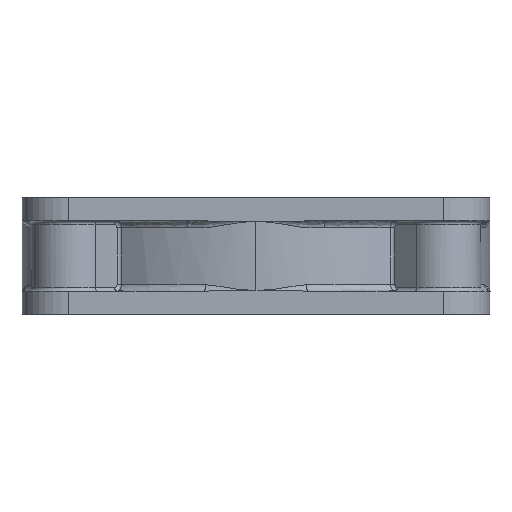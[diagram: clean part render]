
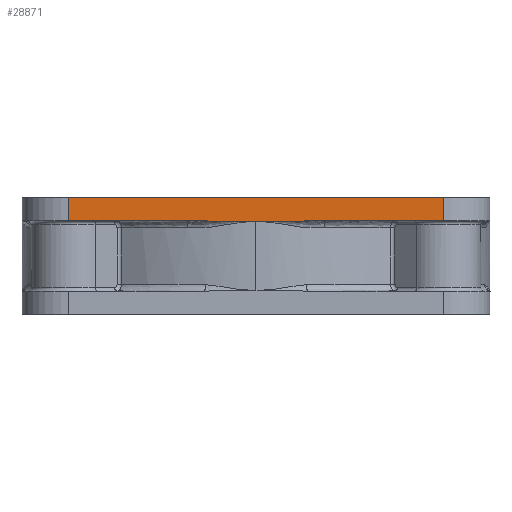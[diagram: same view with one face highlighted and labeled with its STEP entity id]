
A CAD part, front view. The second image highlights one B-rep face of the part: STEP entity #28871.
In plain terms, the highlighted planar face has unit normal (0, -1, 0).
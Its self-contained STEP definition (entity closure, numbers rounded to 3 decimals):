
#192=LINE('',#41033,#3484);
#223=LINE('',#41172,#3515);
#226=LINE('',#41180,#3518);
#245=LINE('',#42336,#3537);
#250=LINE('',#42524,#3542);
#291=LINE('',#44665,#3583);
#3484=VECTOR('',#31189,1.);
#3515=VECTOR('',#31288,1.);
#3518=VECTOR('',#31295,1.);
#3537=VECTOR('',#31360,1.);
#3542=VECTOR('',#31367,1.);
#3583=VECTOR('',#31552,10.);
#6794=B_SPLINE_CURVE_WITH_KNOTS('',3,(#43725,#43726,#43727,#43728,#43729,
#43730,#43731,#43732,#43733,#43734,#43735,#43736,#43737,#43738,#43739,#43740),
 .UNSPECIFIED.,.F.,.F.,(4,2,2,2,2,2,2,4),(-0.004,0.,0.009,
0.017,0.03,0.065,0.108,
0.13),.UNSPECIFIED.);
#6902=B_SPLINE_CURVE_WITH_KNOTS('',3,(#54415,#54416,#54417,#54418,#54419,
#54420,#54421,#54422,#54423,#54424,#54425,#54426,#54427,#54428,#54429,#54430),
 .UNSPECIFIED.,.F.,.F.,(4,2,2,2,2,2,2,4),(-0.55,-0.537,
-0.498,-0.467,-0.412,-0.269,
-0.093,0.),.UNSPECIFIED.);
#8090=PLANE('',#30508);
#9756=FACE_OUTER_BOUND('',#11294,.T.);
#11294=EDGE_LOOP('',(#25877,#25878,#25879,#25880,#25881,#25882,#25883,#25884));
#11900=VERTEX_POINT('',#41030);
#11901=VERTEX_POINT('',#41032);
#11951=VERTEX_POINT('',#41171);
#11954=VERTEX_POINT('',#41179);
#11997=VERTEX_POINT('',#42319);
#12006=VERTEX_POINT('',#42523);
#12070=VERTEX_POINT('',#43718);
#12106=VERTEX_POINT('',#44600);
#14622=EDGE_CURVE('',#11901,#11900,#192,.T.);
#14681=EDGE_CURVE('',#11900,#11951,#223,.F.);
#14685=EDGE_CURVE('',#11901,#11954,#226,.F.);
#14743=EDGE_CURVE('',#11997,#11951,#245,.T.);
#14753=EDGE_CURVE('',#12006,#11954,#250,.T.);
#14843=EDGE_CURVE('',#12070,#11997,#6794,.T.);
#14907=EDGE_CURVE('',#12106,#12070,#291,.T.);
#18095=EDGE_CURVE('',#12106,#12006,#6902,.T.);
#25877=ORIENTED_EDGE('',*,*,#14907,.F.);
#25878=ORIENTED_EDGE('',*,*,#18095,.T.);
#25879=ORIENTED_EDGE('',*,*,#14753,.T.);
#25880=ORIENTED_EDGE('',*,*,#14685,.F.);
#25881=ORIENTED_EDGE('',*,*,#14622,.T.);
#25882=ORIENTED_EDGE('',*,*,#14681,.T.);
#25883=ORIENTED_EDGE('',*,*,#14743,.F.);
#25884=ORIENTED_EDGE('',*,*,#14843,.F.);
#28871=ADVANCED_FACE('',(#9756),#8090,.F.);
#30508=AXIS2_PLACEMENT_3D('',#55030,#37024,#37025);
#31189=DIRECTION('',(-1.,0.,0.));
#31288=DIRECTION('',(0.,0.,1.));
#31295=DIRECTION('',(0.,0.,1.));
#31360=DIRECTION('',(-1.,0.,0.));
#31367=DIRECTION('',(1.,0.,0.));
#31552=DIRECTION('',(-1.,-0.001,0.001));
#37024=DIRECTION('center_axis',(0.,1.,0.));
#37025=DIRECTION('ref_axis',(0.,0.,-1.));
#41030=CARTESIAN_POINT('',(-16.,-20.,0.));
#41032=CARTESIAN_POINT('',(16.,-20.,0.));
#41033=CARTESIAN_POINT('',(-8.,-20.,0.));
#41171=CARTESIAN_POINT('',(-16.,-20.,-2.));
#41172=CARTESIAN_POINT('',(-16.,-20.,-1.024));
#41179=CARTESIAN_POINT('',(16.,-20.,-2.));
#41180=CARTESIAN_POINT('',(16.,-20.,-1.024));
#42319=CARTESIAN_POINT('',(-4.898,-20.,-2.));
#42336=CARTESIAN_POINT('',(-10.449,-20.,-2.));
#42523=CARTESIAN_POINT('',(4.898,-20.,-2.));
#42524=CARTESIAN_POINT('',(10.449,-20.,-2.));
#43718=CARTESIAN_POINT('',(-0.004,-20.,-2.05));
#43725=CARTESIAN_POINT('Ctrl Pts',(-0.009,-20.,
-2.05));
#43726=CARTESIAN_POINT('Ctrl Pts',(-0.027,-20.,
-2.049));
#43727=CARTESIAN_POINT('Ctrl Pts',(-0.034,-20.,-2.049));
#43728=CARTESIAN_POINT('Ctrl Pts',(-0.078,-20.,-2.047));
#43729=CARTESIAN_POINT('Ctrl Pts',(-0.158,-20.,-2.043));
#43730=CARTESIAN_POINT('Ctrl Pts',(-0.366,-20.,-2.038));
#43731=CARTESIAN_POINT('Ctrl Pts',(-0.459,-20.,-2.036));
#43732=CARTESIAN_POINT('Ctrl Pts',(-0.714,-20.,-2.034));
#43733=CARTESIAN_POINT('Ctrl Pts',(-0.883,-20.,-2.035));
#43734=CARTESIAN_POINT('Ctrl Pts',(-1.46,-20.,-2.039));
#43735=CARTESIAN_POINT('Ctrl Pts',(-1.911,-20.,-2.047));
#43736=CARTESIAN_POINT('Ctrl Pts',(-2.975,-20.,-2.048));
#43737=CARTESIAN_POINT('Ctrl Pts',(-3.22,-20.,-2.042));
#43738=CARTESIAN_POINT('Ctrl Pts',(-4.262,-20.,-2.011));
#43739=CARTESIAN_POINT('Ctrl Pts',(-4.589,-20.,-2.));
#43740=CARTESIAN_POINT('Ctrl Pts',(-4.898,-20.,-2.));
#44600=CARTESIAN_POINT('',(0.017,-20.,-2.05));
#44665=CARTESIAN_POINT('',(0.017,-20.,-2.05));
#54415=CARTESIAN_POINT('Ctrl Pts',(0.017,-20.,
-2.049));
#54416=CARTESIAN_POINT('Ctrl Pts',(0.029,-20.,
-2.049));
#54417=CARTESIAN_POINT('Ctrl Pts',(0.036,-20.,-2.049));
#54418=CARTESIAN_POINT('Ctrl Pts',(0.077,-20.,-2.047));
#54419=CARTESIAN_POINT('Ctrl Pts',(0.158,-20.,-2.043));
#54420=CARTESIAN_POINT('Ctrl Pts',(0.365,-20.,-2.038));
#54421=CARTESIAN_POINT('Ctrl Pts',(0.458,-20.,-2.036));
#54422=CARTESIAN_POINT('Ctrl Pts',(0.713,-20.,-2.034));
#54423=CARTESIAN_POINT('Ctrl Pts',(0.882,-20.,-2.035));
#54424=CARTESIAN_POINT('Ctrl Pts',(1.46,-20.,-2.039));
#54425=CARTESIAN_POINT('Ctrl Pts',(1.913,-20.,-2.047));
#54426=CARTESIAN_POINT('Ctrl Pts',(2.977,-20.,-2.048));
#54427=CARTESIAN_POINT('Ctrl Pts',(3.221,-20.,-2.042));
#54428=CARTESIAN_POINT('Ctrl Pts',(4.263,-20.,-2.01));
#54429=CARTESIAN_POINT('Ctrl Pts',(4.589,-20.,-2.));
#54430=CARTESIAN_POINT('Ctrl Pts',(4.898,-20.,-2.));
#55030=CARTESIAN_POINT('Origin',(7.646,-20.,-4.));
